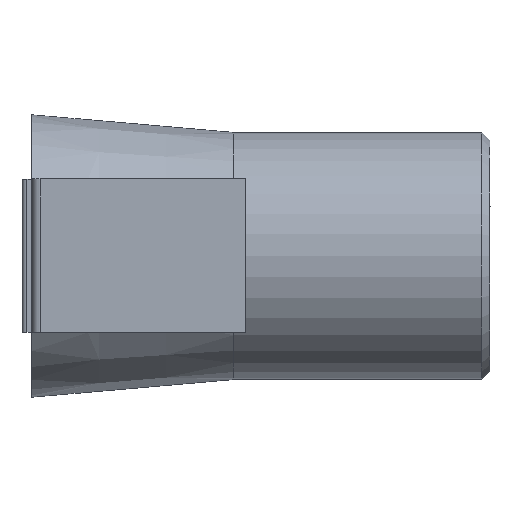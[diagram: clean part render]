
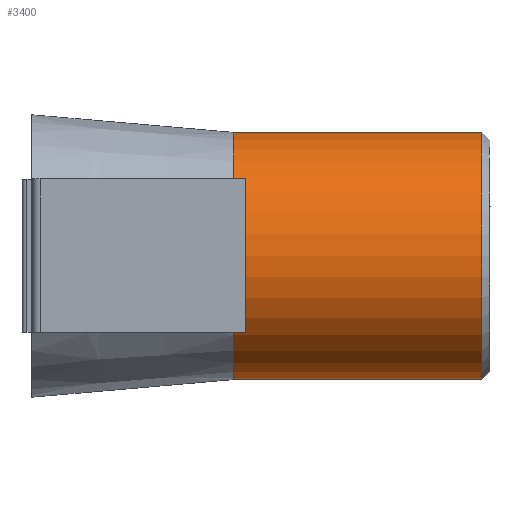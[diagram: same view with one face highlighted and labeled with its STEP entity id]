
A CAD part, top view. The second image highlights one B-rep face of the part: STEP entity #3400.
In plain terms, the highlighted cylindrical face has radius 7.5 mm (diameter 15 mm), a partial arc.
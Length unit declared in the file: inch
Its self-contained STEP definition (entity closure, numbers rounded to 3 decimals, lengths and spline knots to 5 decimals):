
#26 = CARTESIAN_POINT ( 'NONE',  ( 0.45, 0., 0. ) ) ;
#145 = VECTOR ( 'NONE', #2896, 39.37008 ) ;
#178 = CARTESIAN_POINT ( 'NONE',  ( 0.7565, -0.29528, 0. ) ) ;
#526 = CARTESIAN_POINT ( 'NONE',  ( 0.45, -0.29528, 0. ) ) ;
#562 = CARTESIAN_POINT ( 'NONE',  ( 0.45, 0.29528, 0. ) ) ;
#598 = CARTESIAN_POINT ( 'NONE',  ( 0.7565, 0.29528, 0. ) ) ;
#727 = ORIENTED_EDGE ( 'NONE', *, *, #2703, .T. ) ;
#864 = VECTOR ( 'NONE', #3279, 39.37008 ) ;
#1017 = CIRCLE ( 'NONE', #2565, 0.29528 ) ;
#1236 = FACE_OUTER_BOUND ( 'NONE', #3888, .T. ) ;
#1253 = DIRECTION ( 'NONE',  ( 1., 0., 0. ) ) ;
#1547 = EDGE_CURVE ( 'NONE', #1948, #1559, #2287, .T. ) ;
#1559 = VERTEX_POINT ( 'NONE', #526 ) ;
#1648 = VERTEX_POINT ( 'NONE', #3964 ) ;
#1665 = LINE ( 'NONE', #178, #145 ) ;
#1687 = DIRECTION ( 'NONE',  ( 0., -1., 0. ) ) ;
#1705 = CARTESIAN_POINT ( 'NONE',  ( 1.04331, 0., 0. ) ) ;
#1728 = DIRECTION ( 'NONE',  ( -1., 0., 0. ) ) ;
#1948 = VERTEX_POINT ( 'NONE', #562 ) ;
#2083 = ORIENTED_EDGE ( 'NONE', *, *, #1547, .T. ) ;
#2165 = CARTESIAN_POINT ( 'NONE',  ( 0.7565, 0., 0. ) ) ;
#2287 = CIRCLE ( 'NONE', #3980, 0.29528 ) ;
#2288 = ORIENTED_EDGE ( 'NONE', *, *, #3864, .F. ) ;
#2464 = CARTESIAN_POINT ( 'NONE',  ( 1.04331, -0.29528, 0. ) ) ;
#2565 = AXIS2_PLACEMENT_3D ( 'NONE', #1705, #1728, #1687 ) ;
#2703 = EDGE_CURVE ( 'NONE', #3295, #1648, #1017, .T. ) ;
#2822 = ORIENTED_EDGE ( 'NONE', *, *, #3268, .T. ) ;
#2831 = DIRECTION ( 'NONE',  ( -1., 0., 0. ) ) ;
#2896 = DIRECTION ( 'NONE',  ( -1., 0., 0. ) ) ;
#3268 = EDGE_CURVE ( 'NONE', #1648, #1948, #3918, .T. ) ;
#3279 = DIRECTION ( 'NONE',  ( -1., 0., 0. ) ) ;
#3289 = DIRECTION ( 'NONE',  ( 0., -1., 0. ) ) ;
#3295 = VERTEX_POINT ( 'NONE', #2464 ) ;
#3400 = ADVANCED_FACE ( 'NONE', ( #1236 ), #3745, .T. ) ;
#3401 = DIRECTION ( 'NONE',  ( 0., -1., 0. ) ) ;
#3745 = CYLINDRICAL_SURFACE ( 'NONE', #3887, 0.29528 ) ;
#3864 = EDGE_CURVE ( 'NONE', #3295, #1559, #1665, .T. ) ;
#3887 = AXIS2_PLACEMENT_3D ( 'NONE', #2165, #2831, #3401 ) ;
#3888 = EDGE_LOOP ( 'NONE', ( #727, #2822, #2083, #2288 ) ) ;
#3918 = LINE ( 'NONE', #598, #864 ) ;
#3964 = CARTESIAN_POINT ( 'NONE',  ( 1.04331, 0.29528, 0. ) ) ;
#3980 = AXIS2_PLACEMENT_3D ( 'NONE', #26, #1253, #3289 ) ;
